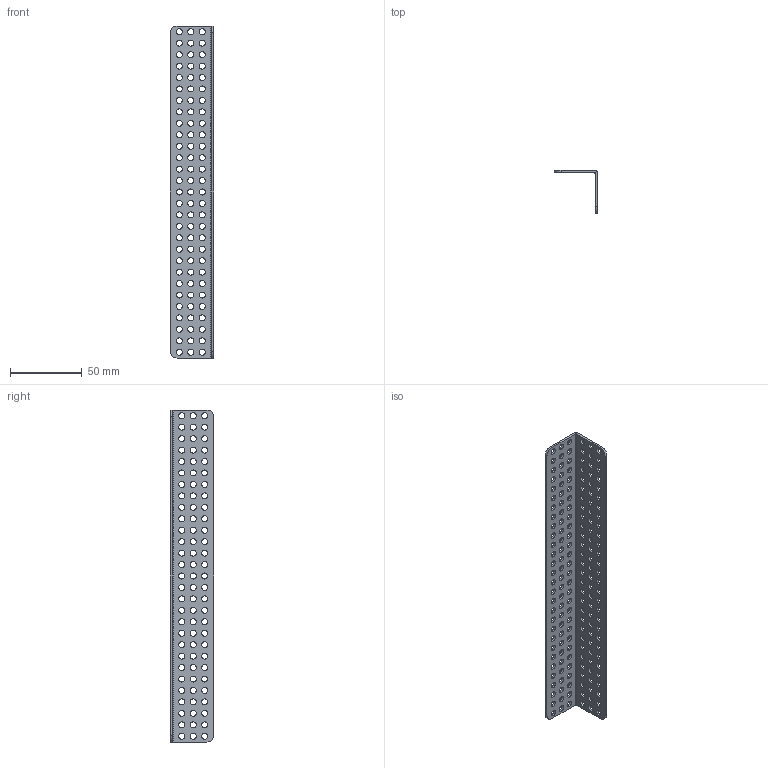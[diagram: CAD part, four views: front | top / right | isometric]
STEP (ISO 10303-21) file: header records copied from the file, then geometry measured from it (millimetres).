
FILE_DESCRIPTION (( 'STEP AP214' ), '1' );
FILE_NAME ('01-0329.STEP', '2025-08-25T08:59:38', ( '' ), ( '' ), 'SwSTEP 2.0', 'SolidWorks 2025', '' );
FILE_SCHEMA (( 'AUTOMOTIVE_DESIGN' ));
Length unit declared in the file: millimetre
Products named in the file (1): 01-0329
Bounding box: 30.3 x 30.3 x 232 mm (x, y, z)
Volume: 17767.3 mm3; surface area: 26798.4 mm2
Topology: 1 solids, 1 shells, 362 faces, 1080 edges, 720 vertices
Faces by surface type: cylinder 354, plane 8
Entity records: 13331 total; most frequent: DIRECTION 2514, CARTESIAN_POINT 2163, ORIENTED_EDGE 2160, EDGE_CURVE 1080, AXIS2_PLACEMENT_3D 1071, VERTEX_POINT 720, EDGE_LOOP 710, CIRCLE 708
